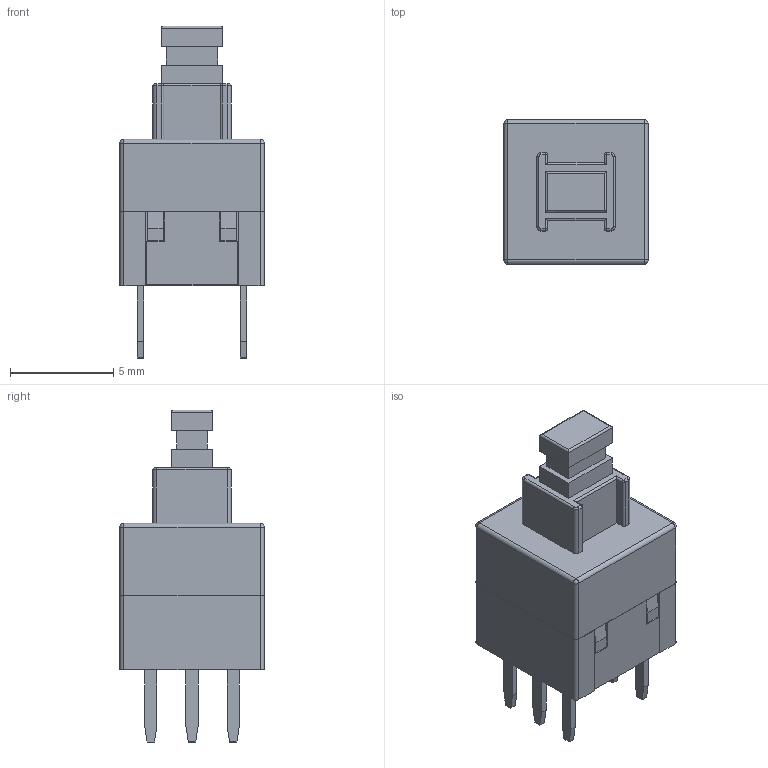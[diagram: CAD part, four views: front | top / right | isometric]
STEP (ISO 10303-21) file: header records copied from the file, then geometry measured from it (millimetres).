
FILE_DESCRIPTION (( 'STEP AP214' ), '1' );
FILE_NAME ('SW-TH_6P-L7.0-W7.0-P2.00.step', '2023-04-28T07:00:02', ( '' ), ( '' ), 'SwSTEP 2.0', 'SolidWorks 2020', '' );
FILE_SCHEMA (( 'AUTOMOTIVE_DESIGN' ));
Length unit declared in the file: millimetre
Products named in the file (1): SW-TH_6P-L7.0-W7.0-P2.00
Bounding box: 7 x 7 x 16.1 mm (x, y, z)
Volume: 395.9 mm3; surface area: 589.5 mm2
Topology: 24 solids, 24 shells, 475 faces, 1219 edges, 794 vertices
Faces by surface type: plane 315, bspline 112, cylinder 36, sphere 8, torus 4
Entity records: 20220 total; most frequent: CARTESIAN_POINT 4609, ORIENTED_EDGE 2422, DIRECTION 1763, EDGE_CURVE 1211, VECTOR 915, LINE 915, VERTEX_POINT 794, EDGE_LOOP 497
